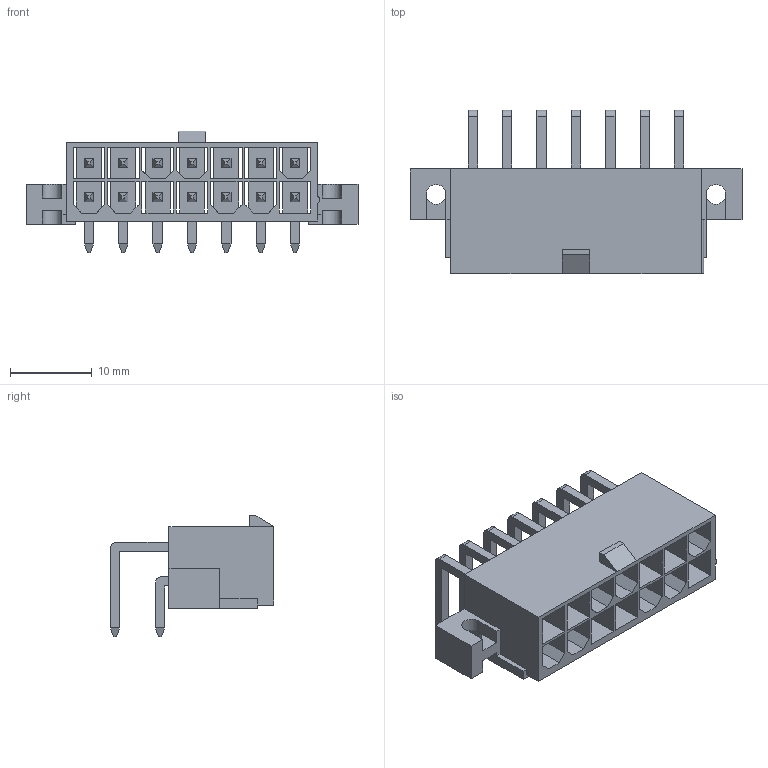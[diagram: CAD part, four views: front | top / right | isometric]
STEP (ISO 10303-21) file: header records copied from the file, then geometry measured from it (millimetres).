
FILE_DESCRIPTION(/* description */ ('Unknown'),/* implementation_level */ '2;1');
FILE_NAME(/* name */ '64901421022',/* time_stamp */ '2019-08-05T10:55:10+02:00',/* author */ ('Unknown'),/* organization */ ('Unknown'),/* preprocessor_version */ 'ST-DEVELOPER v16.7',/* originating_system */ 'DEX',/* authorisation */ $);
FILE_SCHEMA (('AUTOMOTIVE_DESIGN {1 0 10303 214 3 1 1}'));
Length unit declared in the file: millimetre
Products named in the file (4): 6490xx21022; 64901421022; 6490xx21022_PIN; 6490xx21022_PIN_BIS
Assembly tree (15 placements, depth 2):
  6490xx21022
    64901421022
    6490xx21022_PIN  x7
    6490xx21022_PIN_BIS  x7
Bounding box: 40.6 x 19.97 x 14.9 mm (x, y, z)
Volume: 2208.3 mm3; surface area: 6155.7 mm2
Topology: 15 solids, 15 shells, 494 faces, 1279 edges, 802 vertices
Faces by surface type: plane 473, cylinder 21
Entity records: 9631 total; most frequent: CARTESIAN_POINT 1679, ORIENTED_EDGE 1670, DIRECTION 1465, EDGE_CURVE 835, LINE 817, VECTOR 817, VERTEX_POINT 538, EDGE_LOOP 369
